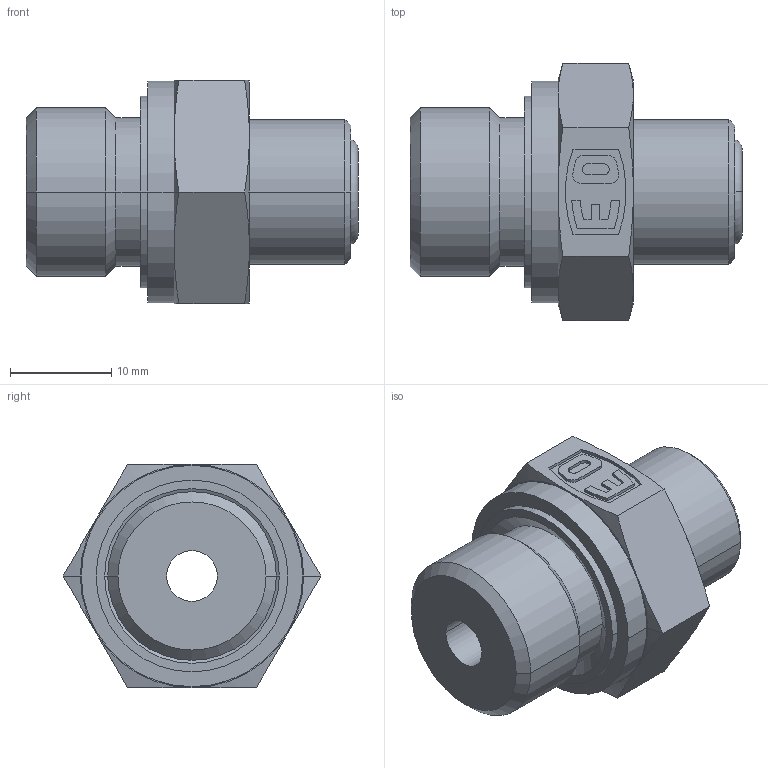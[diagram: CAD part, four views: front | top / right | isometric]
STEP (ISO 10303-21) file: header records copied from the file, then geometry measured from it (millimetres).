
FILE_DESCRIPTION( ( '' ), '1' );
FILE_NAME( '4-6F42EDMLOS.stp', '2008-05-16T17:17:04', ( '' ), ( '' ), ' ', ' ', ' ' );
FILE_SCHEMA( ( 'CONFIG_CONTROL_DESIGN' ) );
Length unit declared in the file: millimetre
Products named in the file (1): 1
Bounding box: 32.71 x 25.4 x 22 mm (x, y, z)
Volume: 7488.5 mm3; surface area: 3199.6 mm2
Topology: 1 solids, 1 shells, 97 faces, 226 edges, 142 vertices
Faces by surface type: plane 42, cylinder 29, cone 24, torus 2
Entity records: 2783 total; most frequent: CARTESIAN_POINT 514, DIRECTION 484, ORIENTED_EDGE 452, EDGE_CURVE 226, AXIS2_PLACEMENT_3D 184, VERTEX_POINT 142, LINE 116, VECTOR 116
